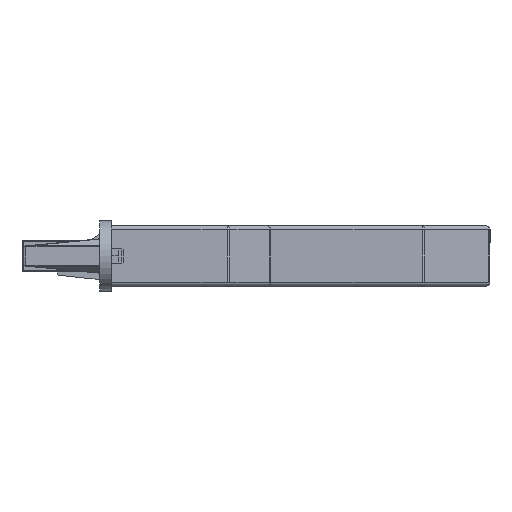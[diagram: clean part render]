
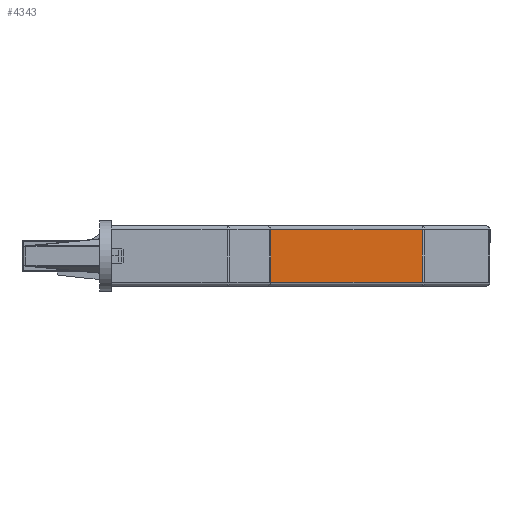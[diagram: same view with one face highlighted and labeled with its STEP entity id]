
A CAD part, front view. The second image highlights one B-rep face of the part: STEP entity #4343.
In plain terms, the highlighted face is planar.
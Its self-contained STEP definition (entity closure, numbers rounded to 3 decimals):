
#102 = ORIENTED_EDGE ( 'NONE', *, *, #8200, .T. ) ;
#662 = LINE ( 'NONE', #7543, #15568 ) ;
#734 = VERTEX_POINT ( 'NONE', #2355 ) ;
#962 = ORIENTED_EDGE ( 'NONE', *, *, #4100, .T. ) ;
#1311 = DIRECTION ( 'NONE',  ( 0., -1., 0. ) ) ;
#1558 = CARTESIAN_POINT ( 'NONE',  ( 14., 145.3, 12.75 ) ) ;
#1853 = VECTOR ( 'NONE', #8441, 1000. ) ;
#1899 = EDGE_CURVE ( 'NONE', #6167, #13447, #13003, .T. ) ;
#2001 = FACE_OUTER_BOUND ( 'NONE', #8936, .T. ) ;
#2355 = CARTESIAN_POINT ( 'NONE',  ( 14., 145.3, -0.75 ) ) ;
#3546 = VERTEX_POINT ( 'NONE', #19293 ) ;
#3985 = CARTESIAN_POINT ( 'NONE',  ( 44.75, 145.3, 7.75 ) ) ;
#4100 = EDGE_CURVE ( 'NONE', #5804, #734, #662, .T. ) ;
#4251 = EDGE_CURVE ( 'NONE', #3546, #11786, #16997, .T. ) ;
#4343 = ADVANCED_FACE ( 'NONE', ( #5262, #2001 ), #8551, .T. ) ;
#4423 = DIRECTION ( 'NONE',  ( 0., 0., -1. ) ) ;
#5096 = AXIS2_PLACEMENT_3D ( 'NONE', #15418, #10224, #7083 ) ;
#5242 = DIRECTION ( 'NONE',  ( 0., 0., -1. ) ) ;
#5262 = FACE_BOUND ( 'NONE', #11976, .T. ) ;
#5804 = VERTEX_POINT ( 'NONE', #5817 ) ;
#5817 = CARTESIAN_POINT ( 'NONE',  ( 93.586, 145.3, -0.75 ) ) ;
#6167 = VERTEX_POINT ( 'NONE', #3985 ) ;
#6516 = VECTOR ( 'NONE', #16737, 1000. ) ;
#6518 = CARTESIAN_POINT ( 'NONE',  ( 93.586, 145.3, 12.75 ) ) ;
#7011 = ORIENTED_EDGE ( 'NONE', *, *, #4251, .T. ) ;
#7083 = DIRECTION ( 'NONE',  ( 0., 0., 1. ) ) ;
#7543 = CARTESIAN_POINT ( 'NONE',  ( 14., 145.3, -0.75 ) ) ;
#7819 = DIRECTION ( 'NONE',  ( 0., -1., 0. ) ) ;
#7973 = CARTESIAN_POINT ( 'NONE',  ( 44.75, 145.3, 4.25 ) ) ;
#8200 = EDGE_CURVE ( 'NONE', #11786, #5804, #14729, .T. ) ;
#8220 = ORIENTED_EDGE ( 'NONE', *, *, #1899, .T. ) ;
#8441 = DIRECTION ( 'NONE',  ( 1., 0., 0. ) ) ;
#8473 = AXIS2_PLACEMENT_3D ( 'NONE', #16645, #1311, #5242 ) ;
#8551 = PLANE ( 'NONE',  #5096 ) ;
#8936 = EDGE_LOOP ( 'NONE', ( #15988, #7011, #102, #962 ) ) ;
#9554 = CARTESIAN_POINT ( 'NONE',  ( 93.586, 145.3, -1.75 ) ) ;
#9644 = LINE ( 'NONE', #19905, #6516 ) ;
#9882 = CIRCLE ( 'NONE', #8473, 1.75 ) ;
#10224 = DIRECTION ( 'NONE',  ( 0., 1., 0. ) ) ;
#11786 = VERTEX_POINT ( 'NONE', #6518 ) ;
#11976 = EDGE_LOOP ( 'NONE', ( #22130, #8220 ) ) ;
#12243 = EDGE_CURVE ( 'NONE', #13447, #6167, #9882, .T. ) ;
#13003 = CIRCLE ( 'NONE', #16233, 1.75 ) ;
#13447 = VERTEX_POINT ( 'NONE', #7973 ) ;
#14396 = DIRECTION ( 'NONE',  ( -1., 0., 0. ) ) ;
#14729 = LINE ( 'NONE', #9554, #19867 ) ;
#15418 = CARTESIAN_POINT ( 'NONE',  ( 14., 145.3, -1.75 ) ) ;
#15568 = VECTOR ( 'NONE', #14396, 1000. ) ;
#15988 = ORIENTED_EDGE ( 'NONE', *, *, #16094, .T. ) ;
#16094 = EDGE_CURVE ( 'NONE', #734, #3546, #9644, .T. ) ;
#16233 = AXIS2_PLACEMENT_3D ( 'NONE', #16376, #7819, #4423 ) ;
#16376 = CARTESIAN_POINT ( 'NONE',  ( 44.75, 145.3, 6. ) ) ;
#16645 = CARTESIAN_POINT ( 'NONE',  ( 44.75, 145.3, 6. ) ) ;
#16737 = DIRECTION ( 'NONE',  ( 0., 0., 1. ) ) ;
#16997 = LINE ( 'NONE', #1558, #1853 ) ;
#19293 = CARTESIAN_POINT ( 'NONE',  ( 14., 145.3, 12.75 ) ) ;
#19586 = DIRECTION ( 'NONE',  ( 0., 0., -1. ) ) ;
#19867 = VECTOR ( 'NONE', #19586, 1000. ) ;
#19905 = CARTESIAN_POINT ( 'NONE',  ( 14., 145.3, -1.75 ) ) ;
#22130 = ORIENTED_EDGE ( 'NONE', *, *, #12243, .T. ) ;
